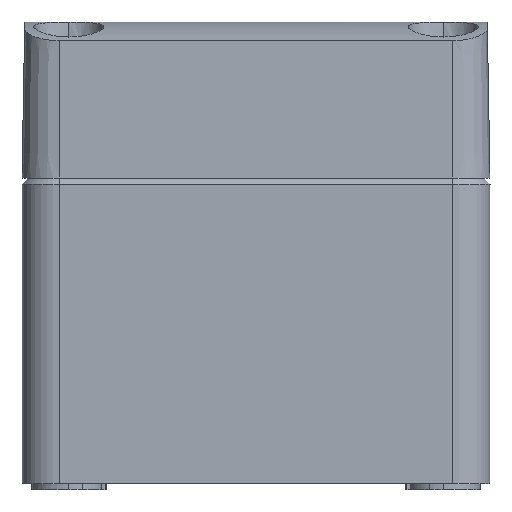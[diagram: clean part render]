
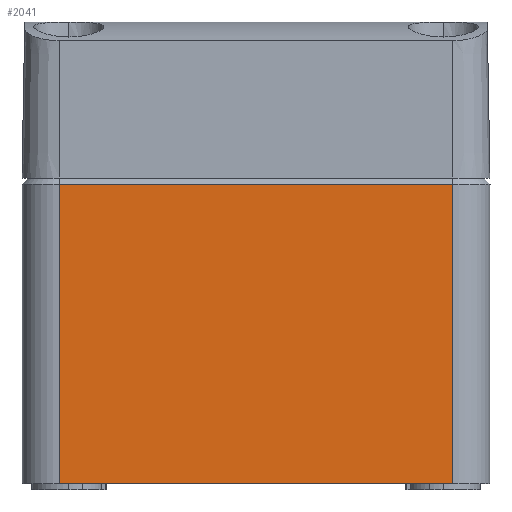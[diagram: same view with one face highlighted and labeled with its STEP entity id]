
A CAD part, left-side view. The second image highlights one B-rep face of the part: STEP entity #2041.
In plain terms, the highlighted planar face has unit normal (-1, 0, 0).
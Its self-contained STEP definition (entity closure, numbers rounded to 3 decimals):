
#2021=AXIS2_PLACEMENT_3D('Plane Axis2P3D',#2018,#2019,#2020) ;
#555=CARTESIAN_POINT('Vertex',(0.,69.,49.)) ;
#575=CARTESIAN_POINT('Line Origine',(0.,37.5,49.)) ;
#579=CARTESIAN_POINT('Vertex',(0.,6.,49.)) ;
#1999=CARTESIAN_POINT('Line Origine',(0.,69.,50.)) ;
#2003=CARTESIAN_POINT('Vertex',(0.,69.,1.)) ;
#2018=CARTESIAN_POINT('Axis2P3D Location',(0.,6.,50.)) ;
#2023=CARTESIAN_POINT('Line Origine',(0.,6.,25.)) ;
#2027=CARTESIAN_POINT('Vertex',(0.,6.,1.)) ;
#2030=CARTESIAN_POINT('Line Origine',(0.,37.5,1.)) ;
#576=DIRECTION('Vector Direction',(0.,1.,0.)) ;
#2000=DIRECTION('Vector Direction',(0.,0.,-1.)) ;
#2019=DIRECTION('Axis2P3D Direction',(-1.,0.,0.)) ;
#2020=DIRECTION('Axis2P3D XDirection',(0.,1.,0.)) ;
#2024=DIRECTION('Vector Direction',(0.,0.,-1.)) ;
#2031=DIRECTION('Vector Direction',(0.,1.,0.)) ;
#577=VECTOR('Line Direction',#576,1.) ;
#2001=VECTOR('Line Direction',#2000,1.) ;
#2025=VECTOR('Line Direction',#2024,1.) ;
#2032=VECTOR('Line Direction',#2031,1.) ;
#2036=ORIENTED_EDGE('',*,*,#2029,.F.) ;
#2037=ORIENTED_EDGE('',*,*,#581,.T.) ;
#2038=ORIENTED_EDGE('',*,*,#2005,.T.) ;
#2039=ORIENTED_EDGE('',*,*,#2034,.F.) ;
#2041=ADVANCED_FACE('GH_MPC_07-12-07\\MANIFOLD_SOLID_BREP #40758',(#2040),#2022,.T.) ;
#581=EDGE_CURVE('',#580,#556,#578,.T.) ;
#2005=EDGE_CURVE('',#556,#2004,#2002,.T.) ;
#2029=EDGE_CURVE('',#580,#2028,#2026,.T.) ;
#2034=EDGE_CURVE('',#2028,#2004,#2033,.T.) ;
#2035=EDGE_LOOP('',(#2036,#2037,#2038,#2039)) ;
#2040=FACE_OUTER_BOUND('',#2035,.T.) ;
#578=LINE('Line',#575,#577) ;
#2002=LINE('Line',#1999,#2001) ;
#2026=LINE('Line',#2023,#2025) ;
#2033=LINE('Line',#2030,#2032) ;
#2022=PLANE('',#2021) ;
#556=VERTEX_POINT('',#555) ;
#580=VERTEX_POINT('',#579) ;
#2004=VERTEX_POINT('',#2003) ;
#2028=VERTEX_POINT('',#2027) ;
